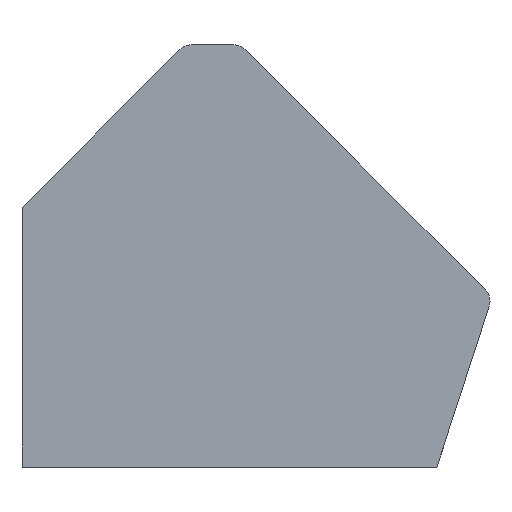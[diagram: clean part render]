
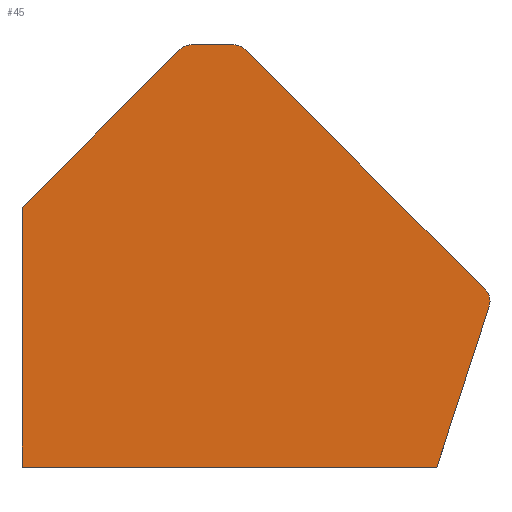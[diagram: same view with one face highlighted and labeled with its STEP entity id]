
A CAD part, top view. The second image highlights one B-rep face of the part: STEP entity #45.
In plain terms, the highlighted planar face has unit normal (0, 0, 1).
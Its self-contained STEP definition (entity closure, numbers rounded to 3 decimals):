
#45 = ADVANCED_FACE( '', ( #98 ), #99, .T. );
#98 = FACE_OUTER_BOUND( '', #157, .T. );
#99 = PLANE( '', #158 );
#157 = EDGE_LOOP( '', ( #220, #221, #222, #223, #224, #225, #226, #227, #228 ) );
#158 = AXIS2_PLACEMENT_3D( '', #229, #230, #231 );
#220 = ORIENTED_EDGE( '', *, *, #366, .T. );
#221 = ORIENTED_EDGE( '', *, *, #367, .T. );
#222 = ORIENTED_EDGE( '', *, *, #368, .T. );
#223 = ORIENTED_EDGE( '', *, *, #369, .T. );
#224 = ORIENTED_EDGE( '', *, *, #370, .T. );
#225 = ORIENTED_EDGE( '', *, *, #371, .T. );
#226 = ORIENTED_EDGE( '', *, *, #363, .T. );
#227 = ORIENTED_EDGE( '', *, *, #372, .T. );
#228 = ORIENTED_EDGE( '', *, *, #373, .T. );
#229 = CARTESIAN_POINT( '', ( 8.585, 4.997, 1. ) );
#230 = DIRECTION( '', ( 0., 0., 1. ) );
#231 = DIRECTION( '', ( 1., 0., 0. ) );
#363 = EDGE_CURVE( '', #429, #427, #430, .T. );
#366 = EDGE_CURVE( '', #433, #434, #435, .T. );
#367 = EDGE_CURVE( '', #434, #436, #437, .T. );
#368 = EDGE_CURVE( '', #436, #438, #439, .T. );
#369 = EDGE_CURVE( '', #438, #440, #441, .T. );
#370 = EDGE_CURVE( '', #440, #442, #443, .T. );
#371 = EDGE_CURVE( '', #442, #429, #444, .T. );
#372 = EDGE_CURVE( '', #427, #445, #446, .T. );
#373 = EDGE_CURVE( '', #445, #433, #447, .T. );
#427 = VERTEX_POINT( '', #518 );
#429 = VERTEX_POINT( '', #521 );
#430 = CIRCLE( '', #522, 0.5 );
#433 = VERTEX_POINT( '', #526 );
#434 = VERTEX_POINT( '', #527 );
#435 = LINE( '', #528, #529 );
#436 = VERTEX_POINT( '', #530 );
#437 = LINE( '', #531, #532 );
#438 = VERTEX_POINT( '', #533 );
#439 = LINE( '', #534, #535 );
#440 = VERTEX_POINT( '', #536 );
#441 = LINE( '', #537, #538 );
#442 = VERTEX_POINT( '', #539 );
#443 = CIRCLE( '', #540, 0.5 );
#444 = LINE( '', #541, #542 );
#445 = VERTEX_POINT( '', #543 );
#446 = LINE( '', #544, #545 );
#447 = CIRCLE( '', #546, 0.5 );
#518 = CARTESIAN_POINT( '', ( 1.376, 12.707, 1. ) );
#521 = CARTESIAN_POINT( '', ( 1.73, 12.56, 1. ) );
#522 = AXIS2_PLACEMENT_3D( '', #630, #631, #632 );
#526 = CARTESIAN_POINT( '', ( -0.26, 12.56, 1. ) );
#527 = CARTESIAN_POINT( '', ( -5., 7.821, 1. ) );
#528 = CARTESIAN_POINT( '', ( -0.26, 12.56, 1. ) );
#529 = VECTOR( '', #634, 1000. );
#530 = CARTESIAN_POINT( '', ( -5., 0., 1. ) );
#531 = CARTESIAN_POINT( '', ( -5., 7.821, 1. ) );
#532 = VECTOR( '', #635, 1000. );
#533 = CARTESIAN_POINT( '', ( 7.488, 0., 1. ) );
#534 = CARTESIAN_POINT( '', ( -5., 0., 1. ) );
#535 = VECTOR( '', #636, 1000. );
#536 = CARTESIAN_POINT( '', ( 9.061, 4.843, 1. ) );
#537 = CARTESIAN_POINT( '', ( 7.488, 0., 1. ) );
#538 = VECTOR( '', #637, 1000. );
#539 = CARTESIAN_POINT( '', ( 8.939, 5.351, 1. ) );
#540 = AXIS2_PLACEMENT_3D( '', #638, #639, #640 );
#541 = CARTESIAN_POINT( '', ( 8.939, 5.351, 1. ) );
#542 = VECTOR( '', #641, 1000. );
#543 = CARTESIAN_POINT( '', ( 0.093, 12.707, 1. ) );
#544 = CARTESIAN_POINT( '', ( 1.376, 12.707, 1. ) );
#545 = VECTOR( '', #642, 1000. );
#546 = AXIS2_PLACEMENT_3D( '', #643, #644, #645 );
#630 = CARTESIAN_POINT( '', ( 1.376, 12.207, 1. ) );
#631 = DIRECTION( '', ( 0., 0., 1. ) );
#632 = DIRECTION( '', ( 1., 0., 0. ) );
#634 = DIRECTION( '', ( -0.707, -0.707, 0. ) );
#635 = DIRECTION( '', ( 0., -1., 0. ) );
#636 = DIRECTION( '', ( 1., 0., 0. ) );
#637 = DIRECTION( '', ( 0.309, 0.951, 0. ) );
#638 = CARTESIAN_POINT( '', ( 8.585, 4.997, 1. ) );
#639 = DIRECTION( '', ( 0., 0., 1. ) );
#640 = DIRECTION( '', ( 1., 0., 0. ) );
#641 = DIRECTION( '', ( -0.707, 0.707, 0. ) );
#642 = DIRECTION( '', ( -1., 0., 0. ) );
#643 = CARTESIAN_POINT( '', ( 0.093, 12.207, 1. ) );
#644 = DIRECTION( '', ( 0., 0., 1. ) );
#645 = DIRECTION( '', ( 1., 0., 0. ) );
